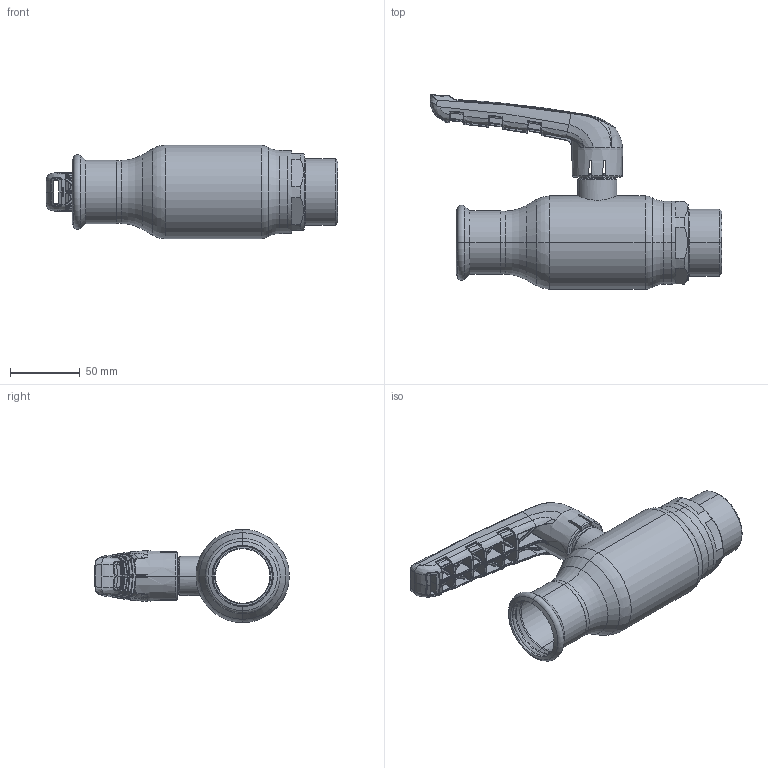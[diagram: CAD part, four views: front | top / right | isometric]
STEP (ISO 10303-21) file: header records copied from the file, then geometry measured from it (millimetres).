
FILE_DESCRIPTION (( 'STEP AP214' ), '1' );
FILE_NAME ('2040001200-xxxx.step', '2019-05-09T11:08:18', ( '' ), ( '' ), 'SwSTEP 2.0', 'SolidWorks 2017', '' );
FILE_SCHEMA (( 'AUTOMOTIVE_DESIGN' ));
Length unit declared in the file: millimetre
Products named in the file (1): 2040001200-xxxx
Bounding box: 208.35 x 139.05 x 66.68 mm (x, y, z)
Surface area: 73099.8 mm2 (no closed solid volume)
Topology: 0 solids, 7 shells, 824 faces, 2754 edges, 1779 vertices
Faces by surface type: bspline 672, plane 51, cone 30, cylinder 30, torus 23, sphere 18
Entity records: 61942 total; most frequent: CARTESIAN_POINT 35669, ORIENTED_EDGE 4358, EDGE_CURVE 2734, B_SPLINE_CURVE_WITH_KNOTS 1922, VERTEX_POINT 1777, DIRECTION 1757, EDGE_LOOP 835, UNCERTAINTY_MEASURE_WITH_UNIT 826
